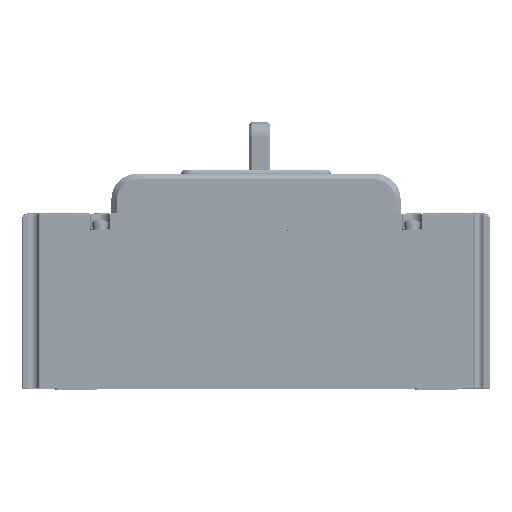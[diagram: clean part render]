
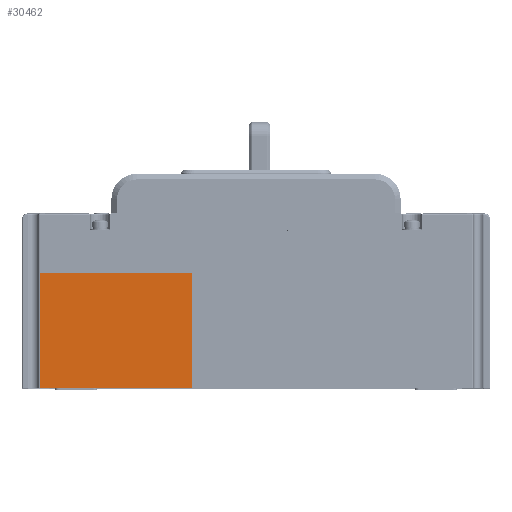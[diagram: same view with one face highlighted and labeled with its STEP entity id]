
A CAD part, top view. The second image highlights one B-rep face of the part: STEP entity #30462.
In plain terms, the highlighted planar face has unit normal (0, 0, 1).
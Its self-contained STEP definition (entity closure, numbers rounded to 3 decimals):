
#1273=DIRECTION('',(-1.,0.,0.));
#1274=VECTOR('',#1273,53.675);
#1275=CARTESIAN_POINT('',(-22.5,8.7,88.5));
#1276=LINE('',#1275,#1274);
#5590=DIRECTION('',(0.,-1.,0.));
#5591=VECTOR('',#5590,40.5);
#5592=CARTESIAN_POINT('',(-76.175,8.7,88.5));
#5593=LINE('',#5592,#5591);
#5594=DIRECTION('',(0.,1.,0.));
#5595=VECTOR('',#5594,40.5);
#5596=CARTESIAN_POINT('',(-22.5,-31.8,88.5));
#5597=LINE('',#5596,#5595);
#5598=DIRECTION('',(1.,0.,0.));
#5599=VECTOR('',#5598,53.675);
#5600=CARTESIAN_POINT('',(-76.175,-31.8,88.5));
#5601=LINE('',#5600,#5599);
#20753=CARTESIAN_POINT('',(-22.5,-31.8,88.5));
#20754=CARTESIAN_POINT('',(-22.5,8.7,88.5));
#20755=VERTEX_POINT('',#20753);
#20756=VERTEX_POINT('',#20754);
#21453=CARTESIAN_POINT('',(-76.175,-31.8,88.5));
#21455=VERTEX_POINT('',#21453);
#21459=CARTESIAN_POINT('',(-76.175,8.7,88.5));
#21460=VERTEX_POINT('',#21459);
#30450=CARTESIAN_POINT('',(0.,0.,88.5));
#30451=DIRECTION('',(0.,0.,1.));
#30452=DIRECTION('',(1.,0.,0.));
#30453=AXIS2_PLACEMENT_3D('',#30450,#30451,#30452);
#30454=PLANE('',#30453);
#30455=ORIENTED_EDGE('',*,*,#30445,.F.);
#30456=ORIENTED_EDGE('',*,*,#25019,.F.);
#30458=ORIENTED_EDGE('',*,*,#30457,.F.);
#30459=ORIENTED_EDGE('',*,*,#27524,.F.);
#30460=EDGE_LOOP('',(#30455,#30456,#30458,#30459));
#30461=FACE_OUTER_BOUND('',#30460,.F.);
#30462=ADVANCED_FACE('',(#30461),#30454,.T.);
#25019=EDGE_CURVE('',#20756,#21460,#1276,.T.);
#27524=EDGE_CURVE('',#21455,#20755,#5601,.T.);
#30445=EDGE_CURVE('',#21460,#21455,#5593,.T.);
#30457=EDGE_CURVE('',#20755,#20756,#5597,.T.);
